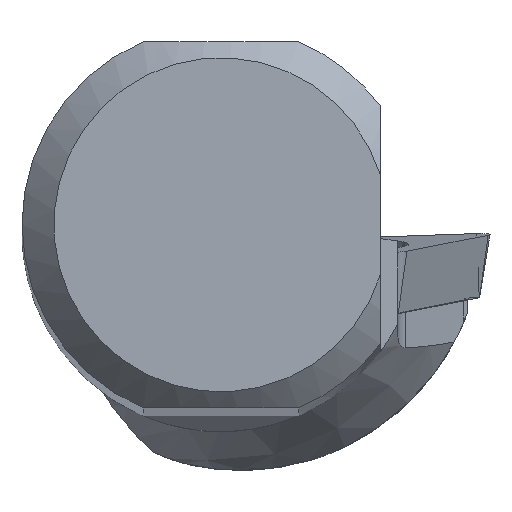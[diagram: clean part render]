
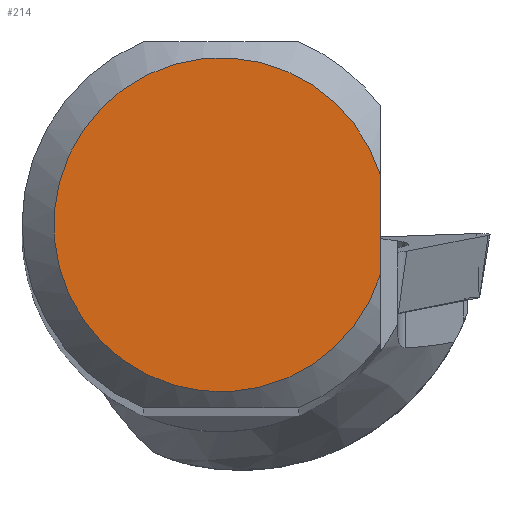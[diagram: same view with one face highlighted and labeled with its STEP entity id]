
A CAD part, top view. The second image highlights one B-rep face of the part: STEP entity #214.
In plain terms, the highlighted planar face has unit normal (0, 0, 1).
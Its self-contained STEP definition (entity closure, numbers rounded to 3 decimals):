
#161=FACE_OUTER_BOUND('',#470,.T.);
#214=ADVANCED_FACE('CU_SU_BP3',(#161),#254,.T.);
#254=PLANE('',#1211);
#323=LINE('',#1949,#397);
#397=VECTOR('',#1443,1.);
#470=EDGE_LOOP('',(#644,#645));
#644=ORIENTED_EDGE('',*,*,#988,.T.);
#645=ORIENTED_EDGE('',*,*,#989,.F.);
#867=VERTEX_POINT('',#1950);
#868=VERTEX_POINT('',#1951);
#988=EDGE_CURVE('',#867,#868,#323,.T.);
#989=EDGE_CURVE('',#867,#868,#1051,.T.);
#1051=CIRCLE('',#1210,10.491);
#1210=AXIS2_PLACEMENT_3D('',#1952,#1444,#1445);
#1211=AXIS2_PLACEMENT_3D('',#1953,#1446,#1447);
#1443=DIRECTION('',(0.,1.,0.));
#1444=DIRECTION('',(0.,0.,-1.));
#1445=DIRECTION('',(-1.,0.,0.));
#1446=DIRECTION('',(0.,0.,1.));
#1447=DIRECTION('',(-1.,0.,0.));
#1949=CARTESIAN_POINT('',(10.009,0.,0.));
#1950=CARTESIAN_POINT('',(10.009,-3.145,0.));
#1951=CARTESIAN_POINT('',(10.009,3.145,0.));
#1952=CARTESIAN_POINT('',(0.,0.,0.));
#1953=CARTESIAN_POINT('',(0.,0.,
0.));
